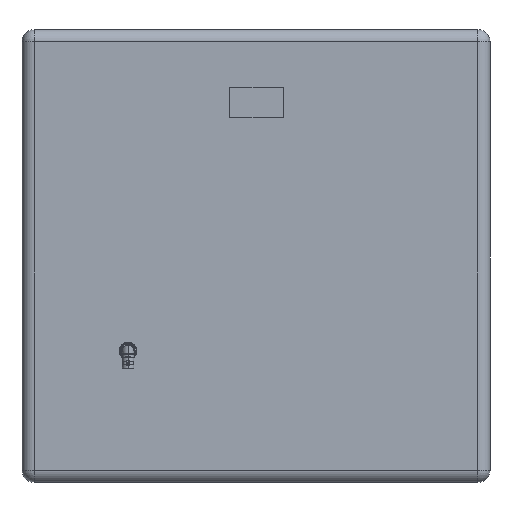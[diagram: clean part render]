
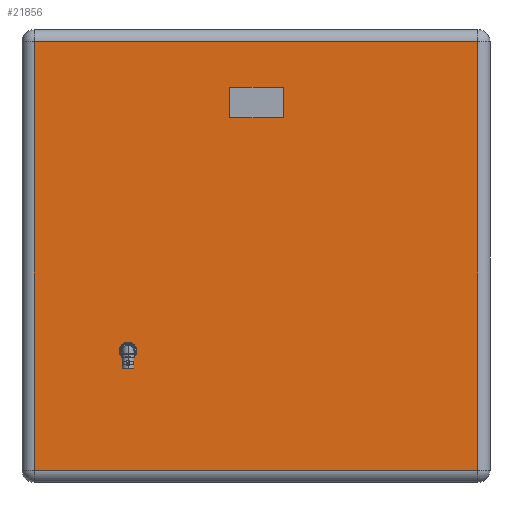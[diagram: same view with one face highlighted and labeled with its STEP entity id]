
A CAD part, top view. The second image highlights one B-rep face of the part: STEP entity #21856.
In plain terms, the highlighted planar face has unit normal (0, 0, 1).
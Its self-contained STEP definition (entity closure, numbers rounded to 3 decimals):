
#4191 = DIRECTION ( 'NONE',  ( 0., -1., 0. ) ) ;
#4269 = VERTEX_POINT ( 'NONE', #14356 ) ;
#5864 = CARTESIAN_POINT ( 'NONE',  ( -206.327, -175.491, 16.47 ) ) ;
#6653 = CARTESIAN_POINT ( 'NONE',  ( -206.327, 1.839, 16.47 ) ) ;
#7281 = CARTESIAN_POINT ( 'NONE',  ( -22.647, -175.491, 16.467 ) ) ;
#8479 = LINE ( 'NONE', #23747, #16299 ) ;
#8879 = CARTESIAN_POINT ( 'NONE',  ( 161.033, 179.169, 16.463 ) ) ;
#10076 = VERTEX_POINT ( 'NONE', #10159 ) ;
#10159 = CARTESIAN_POINT ( 'NONE',  ( -206.327, 179.169, 16.47 ) ) ;
#10234 = ORIENTED_EDGE ( 'NONE', *, *, #31205, .T. ) ;
#11874 = VERTEX_POINT ( 'NONE', #5864 ) ;
#12252 = LINE ( 'NONE', #14290, #30272 ) ;
#12323 = EDGE_LOOP ( 'NONE', ( #25955, #10234, #14410, #13254 ) ) ;
#12985 = CARTESIAN_POINT ( 'NONE',  ( -22.647, 1.839, 16.467 ) ) ;
#13254 = ORIENTED_EDGE ( 'NONE', *, *, #27704, .T. ) ;
#14277 = LINE ( 'NONE', #7281, #17432 ) ;
#14290 = CARTESIAN_POINT ( 'NONE',  ( 161.033, 1.839, 16.463 ) ) ;
#14356 = CARTESIAN_POINT ( 'NONE',  ( 161.033, -175.491, 16.463 ) ) ;
#14410 = ORIENTED_EDGE ( 'NONE', *, *, #31207, .T. ) ;
#16299 = VECTOR ( 'NONE', #31580, 1000. ) ;
#17432 = VECTOR ( 'NONE', #29897, 1000. ) ;
#21146 = VECTOR ( 'NONE', #4191, 1000. ) ;
#21856 = ADVANCED_FACE ( 'NONE', ( #25660 ), #22646, .F. ) ;
#21924 = DIRECTION ( 'NONE',  ( 0., 1., 0. ) ) ;
#22646 = PLANE ( 'NONE',  #28954 ) ;
#23747 = CARTESIAN_POINT ( 'NONE',  ( -22.647, 179.169, 16.467 ) ) ;
#24945 = EDGE_CURVE ( 'NONE', #26413, #10076, #8479, .T. ) ;
#25660 = FACE_OUTER_BOUND ( 'NONE', #12323, .T. ) ;
#25955 = ORIENTED_EDGE ( 'NONE', *, *, #24945, .T. ) ;
#26413 = VERTEX_POINT ( 'NONE', #8879 ) ;
#26933 = LINE ( 'NONE', #6653, #21146 ) ;
#27704 = EDGE_CURVE ( 'NONE', #4269, #26413, #12252, .T. ) ;
#28954 = AXIS2_PLACEMENT_3D ( 'NONE', #12985, #32841, #30316 ) ;
#29897 = DIRECTION ( 'NONE',  ( 1., 0., 0. ) ) ;
#30272 = VECTOR ( 'NONE', #21924, 1000. ) ;
#30316 = DIRECTION ( 'NONE',  ( -1., 0., 0. ) ) ;
#31205 = EDGE_CURVE ( 'NONE', #10076, #11874, #26933, .T. ) ;
#31207 = EDGE_CURVE ( 'NONE', #11874, #4269, #14277, .T. ) ;
#31580 = DIRECTION ( 'NONE',  ( -1., 0., 0. ) ) ;
#32841 = DIRECTION ( 'NONE',  ( 0., 0., -1. ) ) ;
